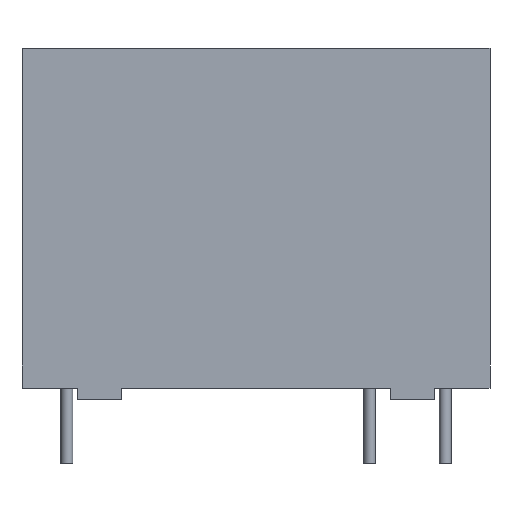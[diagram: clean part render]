
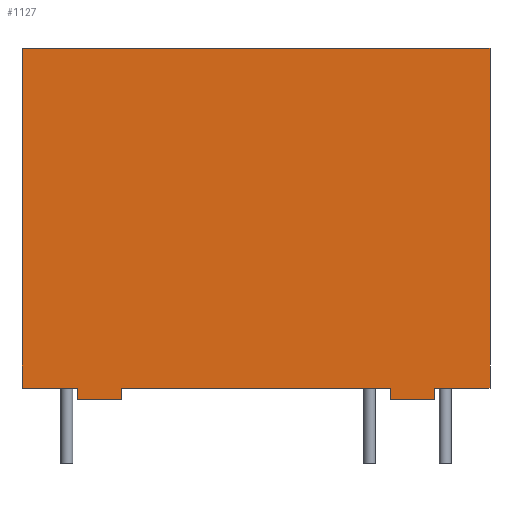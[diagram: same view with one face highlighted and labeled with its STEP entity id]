
A CAD part, front view. The second image highlights one B-rep face of the part: STEP entity #1127.
In plain terms, the highlighted planar face has unit normal (0, -1, 0).
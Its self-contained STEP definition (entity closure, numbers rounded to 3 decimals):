
#31 = VERTEX_POINT ( 'NONE', #1312 ) ;
#71 = EDGE_CURVE ( 'NONE', #31, #72, #1430, .T. ) ;
#72 = VERTEX_POINT ( 'NONE', #1415 ) ;
#268 = VERTEX_POINT ( 'NONE', #1883 ) ;
#272 = VERTEX_POINT ( 'NONE', #1877 ) ;
#338 = EDGE_CURVE ( 'NONE', #339, #272, #2134, .T. ) ;
#339 = VERTEX_POINT ( 'NONE', #2130 ) ;
#1076 = EDGE_CURVE ( 'NONE', #1077, #1129, #5440, .T. ) ;
#1077 = VERTEX_POINT ( 'NONE', #5436 ) ;
#1078 = ORIENTED_EDGE ( 'NONE', *, *, #1142, .F. ) ;
#1079 = ORIENTED_EDGE ( 'NONE', *, *, #1123, .F. ) ;
#1084 = EDGE_CURVE ( 'NONE', #31, #339, #5434, .T. ) ;
#1097 = VERTEX_POINT ( 'NONE', #5482 ) ;
#1099 = EDGE_CURVE ( 'NONE', #268, #1097, #5480, .T. ) ;
#1109 = VERTEX_POINT ( 'NONE', #5503 ) ;
#1111 = EDGE_CURVE ( 'NONE', #1112, #1109, #5502, .T. ) ;
#1112 = VERTEX_POINT ( 'NONE', #5498 ) ;
#1123 = EDGE_CURVE ( 'NONE', #72, #1109, #5538, .T. ) ;
#1124 = ORIENTED_EDGE ( 'NONE', *, *, #71, .F. ) ;
#1125 = ORIENTED_EDGE ( 'NONE', *, *, #1076, .F. ) ;
#1126 = ORIENTED_EDGE ( 'NONE', *, *, #1131, .F. ) ;
#1127 = ADVANCED_FACE ( 'NONE', ( #5534 ), #5581, .F. ) ;
#1128 = EDGE_LOOP ( 'NONE', ( #1132, #1126, #1125, #1140, #1137, #1135, #1078, #1138, #1130, #1079, #1124, #1143 ) ) ;
#1129 = VERTEX_POINT ( 'NONE', #5576 ) ;
#1130 = ORIENTED_EDGE ( 'NONE', *, *, #1111, .T. ) ;
#1131 = EDGE_CURVE ( 'NONE', #1129, #272, #5575, .T. ) ;
#1132 = ORIENTED_EDGE ( 'NONE', *, *, #338, .T. ) ;
#1133 = VERTEX_POINT ( 'NONE', #5571 ) ;
#1134 = EDGE_CURVE ( 'NONE', #1136, #1097, #5570, .T. ) ;
#1135 = ORIENTED_EDGE ( 'NONE', *, *, #1134, .F. ) ;
#1136 = VERTEX_POINT ( 'NONE', #5566 ) ;
#1137 = ORIENTED_EDGE ( 'NONE', *, *, #1099, .T. ) ;
#1138 = ORIENTED_EDGE ( 'NONE', *, *, #1139, .T. ) ;
#1139 = EDGE_CURVE ( 'NONE', #1133, #1112, #5565, .T. ) ;
#1140 = ORIENTED_EDGE ( 'NONE', *, *, #1141, .T. ) ;
#1141 = EDGE_CURVE ( 'NONE', #1077, #268, #5561, .T. ) ;
#1142 = EDGE_CURVE ( 'NONE', #1133, #1136, #5557, .T. ) ;
#1143 = ORIENTED_EDGE ( 'NONE', *, *, #1084, .T. ) ;
#1312 = CARTESIAN_POINT ( 'NONE',  ( -7.85, -5.2, 11.8 ) ) ;
#1415 = CARTESIAN_POINT ( 'NONE',  ( 7.85, -5.2, 11.8 ) ) ;
#1427 = DIRECTION ( 'NONE',  ( 1., 0., 0. ) ) ;
#1428 = VECTOR ( 'NONE', #1427, 1000. ) ;
#1429 = CARTESIAN_POINT ( 'NONE',  ( -7.85, -5.2, 11.8 ) ) ;
#1430 = LINE ( 'NONE', #1429, #1428 ) ;
#1877 = CARTESIAN_POINT ( 'NONE',  ( -6., -5.2, 0.4 ) ) ;
#1883 = CARTESIAN_POINT ( 'NONE',  ( -4.5, -5.2, 0.4 ) ) ;
#2130 = CARTESIAN_POINT ( 'NONE',  ( -7.85, -5.2, 0.4 ) ) ;
#2131 = DIRECTION ( 'NONE',  ( 1., 0., 0. ) ) ;
#2132 = VECTOR ( 'NONE', #2131, 1000. ) ;
#2133 = CARTESIAN_POINT ( 'NONE',  ( -7.85, -5.2, 0.4 ) ) ;
#2134 = LINE ( 'NONE', #2133, #2132 ) ;
#5431 = DIRECTION ( 'NONE',  ( 0., 0., -1. ) ) ;
#5432 = VECTOR ( 'NONE', #5431, 1000. ) ;
#5433 = CARTESIAN_POINT ( 'NONE',  ( -7.85, -5.2, 11.8 ) ) ;
#5434 = LINE ( 'NONE', #5433, #5432 ) ;
#5436 = CARTESIAN_POINT ( 'NONE',  ( -4.5, -5.2, 0. ) ) ;
#5437 = DIRECTION ( 'NONE',  ( -1., 0., 0. ) ) ;
#5438 = VECTOR ( 'NONE', #5437, 1000. ) ;
#5439 = CARTESIAN_POINT ( 'NONE',  ( -4.5, -5.2, 0. ) ) ;
#5440 = LINE ( 'NONE', #5439, #5438 ) ;
#5477 = DIRECTION ( 'NONE',  ( 1., 0., 0. ) ) ;
#5478 = VECTOR ( 'NONE', #5477, 1000. ) ;
#5479 = CARTESIAN_POINT ( 'NONE',  ( -7.85, -5.2, 0.4 ) ) ;
#5480 = LINE ( 'NONE', #5479, #5478 ) ;
#5482 = CARTESIAN_POINT ( 'NONE',  ( 4.5, -5.2, 0.4 ) ) ;
#5498 = CARTESIAN_POINT ( 'NONE',  ( 6., -5.2, 0.4 ) ) ;
#5499 = DIRECTION ( 'NONE',  ( 1., 0., 0. ) ) ;
#5500 = VECTOR ( 'NONE', #5499, 1000. ) ;
#5501 = CARTESIAN_POINT ( 'NONE',  ( -7.85, -5.2, 0.4 ) ) ;
#5502 = LINE ( 'NONE', #5501, #5500 ) ;
#5503 = CARTESIAN_POINT ( 'NONE',  ( 7.85, -5.2, 0.4 ) ) ;
#5534 = FACE_OUTER_BOUND ( 'NONE', #1128, .T. ) ;
#5535 = DIRECTION ( 'NONE',  ( 0., 0., -1. ) ) ;
#5536 = VECTOR ( 'NONE', #5535, 1000. ) ;
#5537 = CARTESIAN_POINT ( 'NONE',  ( 7.85, -5.2, 11.8 ) ) ;
#5538 = LINE ( 'NONE', #5537, #5536 ) ;
#5553 = DIRECTION ( 'NONE',  ( -1., 0., 0. ) ) ;
#5554 = VECTOR ( 'NONE', #5553, 1000. ) ;
#5555 = CARTESIAN_POINT ( 'NONE',  ( 6., -5.2, 0. ) ) ;
#5557 = LINE ( 'NONE', #5555, #5554 ) ;
#5558 = DIRECTION ( 'NONE',  ( 0., 0., 1. ) ) ;
#5559 = VECTOR ( 'NONE', #5558, 1000. ) ;
#5560 = CARTESIAN_POINT ( 'NONE',  ( -4.5, -5.2, 0. ) ) ;
#5561 = LINE ( 'NONE', #5560, #5559 ) ;
#5562 = DIRECTION ( 'NONE',  ( 0., 0., 1. ) ) ;
#5563 = VECTOR ( 'NONE', #5562, 1000. ) ;
#5564 = CARTESIAN_POINT ( 'NONE',  ( 6., -5.2, 0. ) ) ;
#5565 = LINE ( 'NONE', #5564, #5563 ) ;
#5566 = CARTESIAN_POINT ( 'NONE',  ( 4.5, -5.2, 0. ) ) ;
#5567 = DIRECTION ( 'NONE',  ( 0., 0., 1. ) ) ;
#5568 = VECTOR ( 'NONE', #5567, 1000. ) ;
#5569 = CARTESIAN_POINT ( 'NONE',  ( 4.5, -5.2, 0. ) ) ;
#5570 = LINE ( 'NONE', #5569, #5568 ) ;
#5571 = CARTESIAN_POINT ( 'NONE',  ( 6., -5.2, 0. ) ) ;
#5572 = DIRECTION ( 'NONE',  ( 0., 0., 1. ) ) ;
#5573 = VECTOR ( 'NONE', #5572, 1000. ) ;
#5574 = CARTESIAN_POINT ( 'NONE',  ( -6., -5.2, 0. ) ) ;
#5575 = LINE ( 'NONE', #5574, #5573 ) ;
#5576 = CARTESIAN_POINT ( 'NONE',  ( -6., -5.2, 0. ) ) ;
#5577 = DIRECTION ( 'NONE',  ( 0., 0., 1. ) ) ;
#5578 = DIRECTION ( 'NONE',  ( 0., 1., 0. ) ) ;
#5579 = CARTESIAN_POINT ( 'NONE',  ( -7.85, -5.2, 11.8 ) ) ;
#5580 = AXIS2_PLACEMENT_3D ( 'NONE', #5579, #5578, #5577 ) ;
#5581 = PLANE ( 'NONE',  #5580 ) ;
